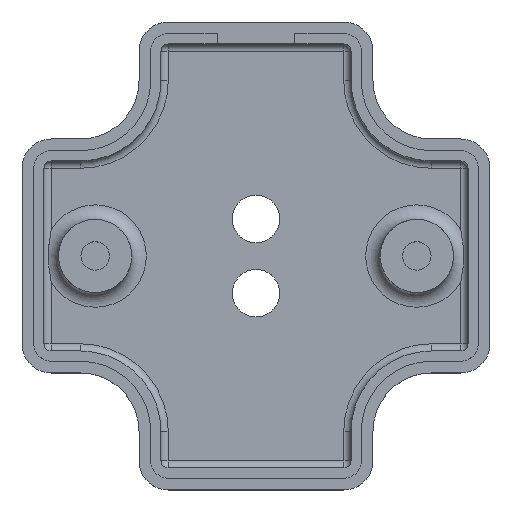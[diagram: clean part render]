
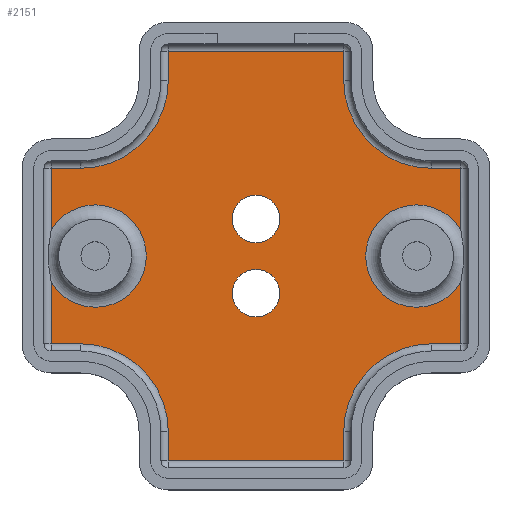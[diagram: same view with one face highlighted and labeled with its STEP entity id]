
A CAD part, top view. The second image highlights one B-rep face of the part: STEP entity #2151.
In plain terms, the highlighted planar face has unit normal (0, 0, 1).
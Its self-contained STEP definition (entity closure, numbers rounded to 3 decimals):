
#97=LINE('',#3353,#279);
#98=LINE('',#3355,#280);
#99=LINE('',#3359,#281);
#100=LINE('',#3361,#282);
#101=LINE('',#3363,#283);
#102=LINE('',#3367,#284);
#103=LINE('',#3369,#285);
#104=LINE('',#3373,#286);
#105=LINE('',#3375,#287);
#106=LINE('',#3379,#288);
#107=LINE('',#3381,#289);
#108=LINE('',#3383,#290);
#109=LINE('',#3387,#291);
#110=LINE('',#3388,#292);
#279=VECTOR('',#2592,4.197);
#280=VECTOR('',#2593,2.);
#281=VECTOR('',#2596,2.);
#282=VECTOR('',#2597,12.);
#283=VECTOR('',#2598,2.);
#284=VECTOR('',#2601,2.);
#285=VECTOR('',#2602,4.197);
#286=VECTOR('',#2605,4.197);
#287=VECTOR('',#2606,2.);
#288=VECTOR('',#2609,2.);
#289=VECTOR('',#2610,12.);
#290=VECTOR('',#2611,2.);
#291=VECTOR('',#2614,2.);
#292=VECTOR('',#2615,4.197);
#476=FACE_BOUND('',#634,.T.);
#477=FACE_BOUND('',#635,.T.);
#491=FACE_OUTER_BOUND('',#633,.T.);
#633=EDGE_LOOP('',(#1456,#1457,#1458,#1459,#1460,#1461,#1462,#1463,#1464,
#1465,#1466,#1467,#1468,#1469,#1470,#1471,#1472,#1473,#1474,#1475));
#634=EDGE_LOOP('',(#1476));
#635=EDGE_LOOP('',(#1477));
#786=CIRCLE('',#2297,3.5);
#787=CIRCLE('',#2299,6.);
#788=CIRCLE('',#2300,6.);
#789=CIRCLE('',#2301,3.5);
#790=CIRCLE('',#2302,6.);
#791=CIRCLE('',#2303,6.);
#792=CIRCLE('',#2304,1.625);
#793=CIRCLE('',#2305,1.625);
#928=VERTEX_POINT('',#3330);
#929=VERTEX_POINT('',#3331);
#930=VERTEX_POINT('',#3352);
#931=VERTEX_POINT('',#3354);
#932=VERTEX_POINT('',#3356);
#933=VERTEX_POINT('',#3358);
#934=VERTEX_POINT('',#3360);
#935=VERTEX_POINT('',#3362);
#936=VERTEX_POINT('',#3364);
#937=VERTEX_POINT('',#3366);
#938=VERTEX_POINT('',#3368);
#939=VERTEX_POINT('',#3370);
#940=VERTEX_POINT('',#3372);
#941=VERTEX_POINT('',#3374);
#942=VERTEX_POINT('',#3376);
#943=VERTEX_POINT('',#3378);
#944=VERTEX_POINT('',#3380);
#945=VERTEX_POINT('',#3382);
#946=VERTEX_POINT('',#3384);
#947=VERTEX_POINT('',#3386);
#948=VERTEX_POINT('',#3389);
#949=VERTEX_POINT('',#3391);
#1129=EDGE_CURVE('',#928,#929,#786,.T.);
#1130=EDGE_CURVE('',#928,#930,#97,.T.);
#1131=EDGE_CURVE('',#930,#931,#98,.T.);
#1132=EDGE_CURVE('',#931,#932,#787,.T.);
#1133=EDGE_CURVE('',#932,#933,#99,.T.);
#1134=EDGE_CURVE('',#933,#934,#100,.T.);
#1135=EDGE_CURVE('',#934,#935,#101,.T.);
#1136=EDGE_CURVE('',#935,#936,#788,.T.);
#1137=EDGE_CURVE('',#936,#937,#102,.T.);
#1138=EDGE_CURVE('',#937,#938,#103,.T.);
#1139=EDGE_CURVE('',#939,#938,#789,.T.);
#1140=EDGE_CURVE('',#939,#940,#104,.T.);
#1141=EDGE_CURVE('',#940,#941,#105,.T.);
#1142=EDGE_CURVE('',#941,#942,#790,.T.);
#1143=EDGE_CURVE('',#942,#943,#106,.T.);
#1144=EDGE_CURVE('',#943,#944,#107,.T.);
#1145=EDGE_CURVE('',#944,#945,#108,.T.);
#1146=EDGE_CURVE('',#945,#946,#791,.T.);
#1147=EDGE_CURVE('',#946,#947,#109,.T.);
#1148=EDGE_CURVE('',#947,#929,#110,.T.);
#1149=EDGE_CURVE('',#948,#948,#792,.T.);
#1150=EDGE_CURVE('',#949,#949,#793,.T.);
#1456=ORIENTED_EDGE('',*,*,#1129,.F.);
#1457=ORIENTED_EDGE('',*,*,#1130,.T.);
#1458=ORIENTED_EDGE('',*,*,#1131,.T.);
#1459=ORIENTED_EDGE('',*,*,#1132,.T.);
#1460=ORIENTED_EDGE('',*,*,#1133,.T.);
#1461=ORIENTED_EDGE('',*,*,#1134,.T.);
#1462=ORIENTED_EDGE('',*,*,#1135,.T.);
#1463=ORIENTED_EDGE('',*,*,#1136,.T.);
#1464=ORIENTED_EDGE('',*,*,#1137,.T.);
#1465=ORIENTED_EDGE('',*,*,#1138,.T.);
#1466=ORIENTED_EDGE('',*,*,#1139,.F.);
#1467=ORIENTED_EDGE('',*,*,#1140,.T.);
#1468=ORIENTED_EDGE('',*,*,#1141,.T.);
#1469=ORIENTED_EDGE('',*,*,#1142,.T.);
#1470=ORIENTED_EDGE('',*,*,#1143,.T.);
#1471=ORIENTED_EDGE('',*,*,#1144,.T.);
#1472=ORIENTED_EDGE('',*,*,#1145,.T.);
#1473=ORIENTED_EDGE('',*,*,#1146,.T.);
#1474=ORIENTED_EDGE('',*,*,#1147,.T.);
#1475=ORIENTED_EDGE('',*,*,#1148,.T.);
#1476=ORIENTED_EDGE('',*,*,#1149,.T.);
#1477=ORIENTED_EDGE('',*,*,#1150,.T.);
#2103=PLANE('',#2298);
#2151=ADVANCED_FACE('',(#491,#476,#477),#2103,.T.);
#2297=AXIS2_PLACEMENT_3D('',#3350,#2588,#2589);
#2298=AXIS2_PLACEMENT_3D('',#3351,#2590,#2591);
#2299=AXIS2_PLACEMENT_3D('',#3357,#2594,#2595);
#2300=AXIS2_PLACEMENT_3D('',#3365,#2599,#2600);
#2301=AXIS2_PLACEMENT_3D('',#3371,#2603,#2604);
#2302=AXIS2_PLACEMENT_3D('',#3377,#2607,#2608);
#2303=AXIS2_PLACEMENT_3D('',#3385,#2612,#2613);
#2304=AXIS2_PLACEMENT_3D('',#3390,#2616,#2617);
#2305=AXIS2_PLACEMENT_3D('',#3392,#2618,#2619);
#2588=DIRECTION('center_axis',(0.,0.,1.));
#2589=DIRECTION('ref_axis',(-1.,0.,0.));
#2590=DIRECTION('center_axis',(0.,0.,1.));
#2591=DIRECTION('ref_axis',(1.,0.,0.));
#2592=DIRECTION('',(0.,1.,0.));
#2593=DIRECTION('',(-1.,0.,0.));
#2594=DIRECTION('center_axis',(0.,0.,-1.));
#2595=DIRECTION('ref_axis',(-0.707,-0.707,0.));
#2596=DIRECTION('',(0.,1.,0.));
#2597=DIRECTION('',(-1.,0.,0.));
#2598=DIRECTION('',(0.,-1.,0.));
#2599=DIRECTION('center_axis',(0.,0.,-1.));
#2600=DIRECTION('ref_axis',(0.707,-0.707,0.));
#2601=DIRECTION('',(-1.,0.,0.));
#2602=DIRECTION('',(0.,-1.,0.));
#2603=DIRECTION('center_axis',(0.,0.,1.));
#2604=DIRECTION('ref_axis',(-1.,0.,0.));
#2605=DIRECTION('',(0.,-1.,0.));
#2606=DIRECTION('',(1.,0.,0.));
#2607=DIRECTION('center_axis',(0.,0.,-1.));
#2608=DIRECTION('ref_axis',(0.707,0.707,0.));
#2609=DIRECTION('',(0.,-1.,0.));
#2610=DIRECTION('',(1.,0.,0.));
#2611=DIRECTION('',(0.,1.,0.));
#2612=DIRECTION('center_axis',(0.,0.,-1.));
#2613=DIRECTION('ref_axis',(-0.707,0.707,0.));
#2614=DIRECTION('',(1.,0.,0.));
#2615=DIRECTION('',(0.,1.,0.));
#2616=DIRECTION('center_axis',(0.,0.,-1.));
#2617=DIRECTION('ref_axis',(1.,0.,0.));
#2618=DIRECTION('center_axis',(0.,0.,-1.));
#2619=DIRECTION('ref_axis',(1.,0.,0.));
#3330=CARTESIAN_POINT('',(30.,17.803,1.5));
#3331=CARTESIAN_POINT('',(30.,14.197,1.5));
#3350=CARTESIAN_POINT('Origin',(27.,16.,1.5));
#3351=CARTESIAN_POINT('Origin',(16.,15.516,1.5));
#3352=CARTESIAN_POINT('',(30.,22.,1.5));
#3353=CARTESIAN_POINT('',(30.,12.758,1.5));
#3354=CARTESIAN_POINT('',(28.,22.,1.5));
#3355=CARTESIAN_POINT('',(23.,22.,1.5));
#3356=CARTESIAN_POINT('',(22.,28.,1.5));
#3357=CARTESIAN_POINT('Origin',(28.,28.,1.5));
#3358=CARTESIAN_POINT('',(22.,30.,1.5));
#3359=CARTESIAN_POINT('',(22.,21.758,1.5));
#3360=CARTESIAN_POINT('',(10.,30.,1.5));
#3361=CARTESIAN_POINT('',(15.075,30.,1.5));
#3362=CARTESIAN_POINT('',(10.,28.,1.5));
#3363=CARTESIAN_POINT('',(10.,22.758,1.5));
#3364=CARTESIAN_POINT('',(4.,22.,1.5));
#3365=CARTESIAN_POINT('Origin',(4.,28.,1.5));
#3366=CARTESIAN_POINT('',(2.,22.,1.5));
#3367=CARTESIAN_POINT('',(10.,22.,1.5));
#3368=CARTESIAN_POINT('',(2.,17.803,1.5));
#3369=CARTESIAN_POINT('',(2.,18.758,1.5));
#3370=CARTESIAN_POINT('',(2.,14.197,1.5));
#3371=CARTESIAN_POINT('Origin',(5.,16.,1.5));
#3372=CARTESIAN_POINT('',(2.,10.,1.5));
#3373=CARTESIAN_POINT('',(2.,18.758,1.5));
#3374=CARTESIAN_POINT('',(4.,10.,1.5));
#3375=CARTESIAN_POINT('',(9.,10.,1.5));
#3376=CARTESIAN_POINT('',(10.,4.,1.5));
#3377=CARTESIAN_POINT('Origin',(4.,4.,1.5));
#3378=CARTESIAN_POINT('',(10.,2.,1.5));
#3379=CARTESIAN_POINT('',(10.,9.758,1.5));
#3380=CARTESIAN_POINT('',(22.,2.,1.5));
#3381=CARTESIAN_POINT('',(13.,2.,1.5));
#3382=CARTESIAN_POINT('',(22.,4.,1.5));
#3383=CARTESIAN_POINT('',(22.,8.758,1.5));
#3384=CARTESIAN_POINT('',(28.,10.,1.5));
#3385=CARTESIAN_POINT('Origin',(28.,4.,1.5));
#3386=CARTESIAN_POINT('',(30.,10.,1.5));
#3387=CARTESIAN_POINT('',(22.,10.,1.5));
#3388=CARTESIAN_POINT('',(30.,12.758,1.5));
#3389=CARTESIAN_POINT('',(14.375,13.46,1.5));
#3390=CARTESIAN_POINT('Origin',(16.,13.46,1.5));
#3391=CARTESIAN_POINT('',(14.375,18.54,1.5));
#3392=CARTESIAN_POINT('Origin',(16.,18.54,1.5));
